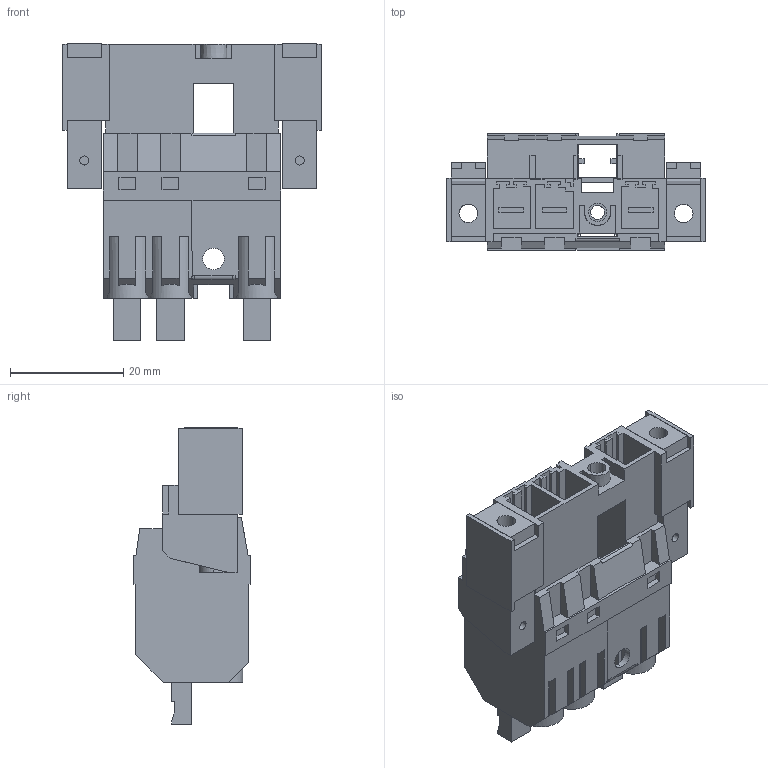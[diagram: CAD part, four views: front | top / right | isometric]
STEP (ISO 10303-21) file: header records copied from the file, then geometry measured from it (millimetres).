
FILE_DESCRIPTION(('CATIA V5 STEP Exchange','CAx-IF Rec.Pracs.--- Model Styling and Organization---1.4--- 2014-01-23'),'2;1');
FILE_NAME ('152651-1_0_2630540000_2630540000.stp','2023-05-02T11:41:01+00:00',('none'),('Weidmueller'),'CATIA Version 5-6 Release 2016 SP3 HF44','CATIA V5 STEP AP214','none');
FILE_SCHEMA(('AUTOMOTIVE_DESIGN { 1 0 10303 214 1 1 1 1 }'));
Length unit declared in the file: millimetre
Products named in the file (1): 2630540000
Bounding box: 45.72 x 20.6 x 52.45 mm (x, y, z)
Volume: 17032.2 mm3; surface area: 15556.2 mm2
Topology: 10 solids, 10 shells, 606 faces, 1729 edges, 1154 vertices
Faces by surface type: plane 543, cylinder 62, cone 1
Entity records: 19607 total; most frequent: CARTESIAN_POINT 3829, ORIENTED_EDGE 3458, DIRECTION 2579, EDGE_CURVE 1729, VECTOR 1569, LINE 1569, VERTEX_POINT 1154, EDGE_LOOP 647
